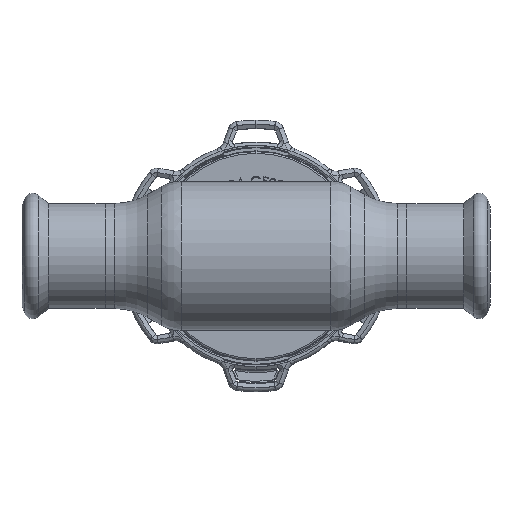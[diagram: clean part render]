
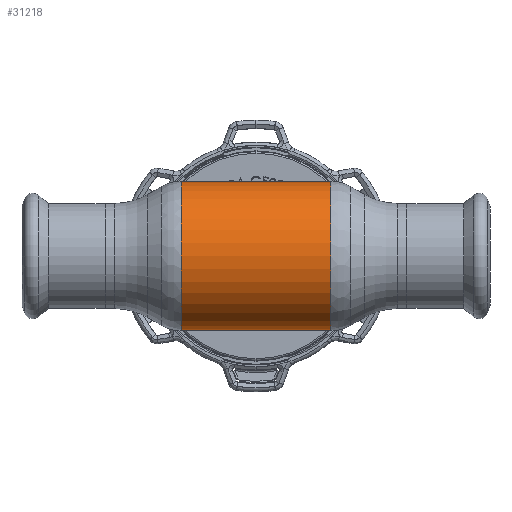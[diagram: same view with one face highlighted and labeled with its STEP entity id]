
A CAD part, front view. The second image highlights one B-rep face of the part: STEP entity #31218.
In plain terms, the highlighted cylindrical face has radius 22.25 mm (diameter 44.5 mm), a partial arc.
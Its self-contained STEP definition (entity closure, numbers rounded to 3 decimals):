
#1147 = EDGE_CURVE ( 'NONE', #13752, #12380, #33108, .T. ) ;
#2184 = CARTESIAN_POINT ( 'NONE',  ( -62.69, 0., -22.25 ) ) ;
#2584 = CARTESIAN_POINT ( 'NONE',  ( -62.69, 0., 22.25 ) ) ;
#3207 = FACE_OUTER_BOUND ( 'NONE', #24972, .T. ) ;
#6006 = EDGE_CURVE ( 'NONE', #13752, #37818, #10974, .T. ) ;
#6487 = DIRECTION ( 'NONE',  ( 0., 0., 1. ) ) ;
#7791 = DIRECTION ( 'NONE',  ( -1., 0., 0. ) ) ;
#10974 = CIRCLE ( 'NONE', #11621, 22.25 ) ;
#11621 = AXIS2_PLACEMENT_3D ( 'NONE', #27967, #21295, #12150 ) ;
#11975 = CARTESIAN_POINT ( 'NONE',  ( -22.285, 0., -22.25 ) ) ;
#12150 = DIRECTION ( 'NONE',  ( 0., 0., 1. ) ) ;
#12380 = VERTEX_POINT ( 'NONE', #11975 ) ;
#13752 = VERTEX_POINT ( 'NONE', #33067 ) ;
#13867 = AXIS2_PLACEMENT_3D ( 'NONE', #14034, #23829, #20064 ) ;
#14034 = CARTESIAN_POINT ( 'NONE',  ( -22.285, 0., 0. ) ) ;
#14221 = ORIENTED_EDGE ( 'NONE', *, *, #31041, .T. ) ;
#15159 = ORIENTED_EDGE ( 'NONE', *, *, #1147, .F. ) ;
#15403 = LINE ( 'NONE', #2584, #28747 ) ;
#18784 = AXIS2_PLACEMENT_3D ( 'NONE', #22273, #34922, #6487 ) ;
#19605 = EDGE_CURVE ( 'NONE', #12380, #35424, #37756, .T. ) ;
#20064 = DIRECTION ( 'NONE',  ( 0., 0., 1. ) ) ;
#21295 = DIRECTION ( 'NONE',  ( -1., 0., 0. ) ) ;
#22273 = CARTESIAN_POINT ( 'NONE',  ( -62.69, 0., 0. ) ) ;
#23829 = DIRECTION ( 'NONE',  ( -1., 0., 0. ) ) ;
#24780 = DIRECTION ( 'NONE',  ( -1., 0., 0. ) ) ;
#24972 = EDGE_LOOP ( 'NONE', ( #15159, #40250, #14221, #30389 ) ) ;
#27967 = CARTESIAN_POINT ( 'NONE',  ( 22.285, 0., 0. ) ) ;
#28747 = VECTOR ( 'NONE', #24780, 1000. ) ;
#30389 = ORIENTED_EDGE ( 'NONE', *, *, #19605, .F. ) ;
#31041 = EDGE_CURVE ( 'NONE', #37818, #35424, #15403, .T. ) ;
#31218 = ADVANCED_FACE ( 'NONE', ( #3207 ), #38029, .T. ) ;
#32612 = VECTOR ( 'NONE', #7791, 1000. ) ;
#33067 = CARTESIAN_POINT ( 'NONE',  ( 22.285, 0., -22.25 ) ) ;
#33108 = LINE ( 'NONE', #2184, #32612 ) ;
#34922 = DIRECTION ( 'NONE',  ( -1., 0., 0. ) ) ;
#35424 = VERTEX_POINT ( 'NONE', #38202 ) ;
#35908 = CARTESIAN_POINT ( 'NONE',  ( 22.285, 0., 22.25 ) ) ;
#37756 = CIRCLE ( 'NONE', #13867, 22.25 ) ;
#37818 = VERTEX_POINT ( 'NONE', #35908 ) ;
#38029 = CYLINDRICAL_SURFACE ( 'NONE', #18784, 22.25 ) ;
#38202 = CARTESIAN_POINT ( 'NONE',  ( -22.285, 0., 22.25 ) ) ;
#40250 = ORIENTED_EDGE ( 'NONE', *, *, #6006, .T. ) ;
